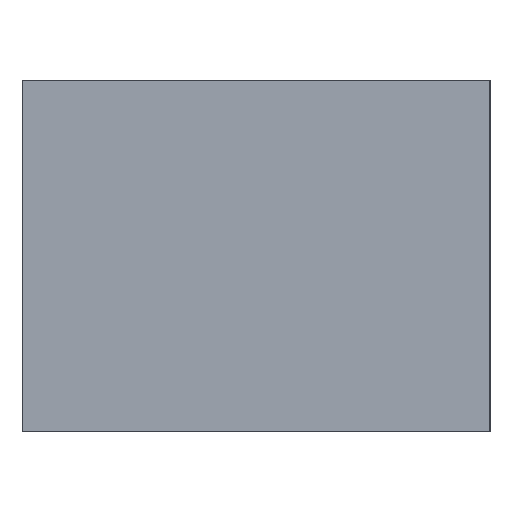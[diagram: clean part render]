
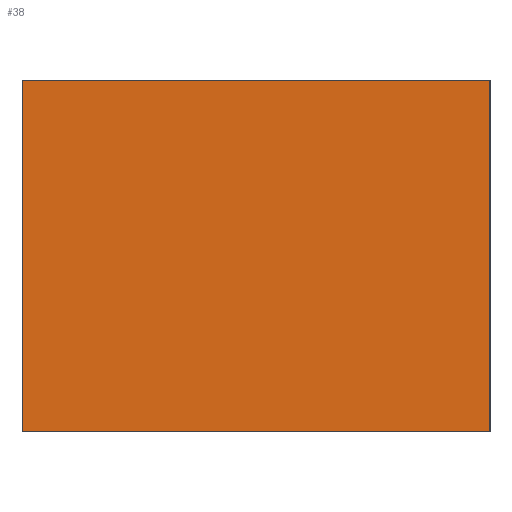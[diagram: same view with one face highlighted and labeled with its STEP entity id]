
A CAD part, left-side view. The second image highlights one B-rep face of the part: STEP entity #38.
In plain terms, the highlighted planar face has unit normal (-1, 0, 0).
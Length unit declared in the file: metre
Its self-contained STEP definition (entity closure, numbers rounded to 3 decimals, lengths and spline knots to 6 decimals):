
#8 = VERTEX_POINT ( 'NONE', #110 ) ;
#10 = EDGE_CURVE ( 'NONE', #8, #11, #105, .T. ) ;
#11 = VERTEX_POINT ( 'NONE', #101 ) ;
#15 = VERTEX_POINT ( 'NONE', #100 ) ;
#18 = VERTEX_POINT ( 'NONE', #95 ) ;
#21 = EDGE_CURVE ( 'NONE', #18, #15, #90, .T. ) ;
#25 = ORIENTED_EDGE ( 'NONE', *, *, #56, .F. ) ;
#32 = ORIENTED_EDGE ( 'NONE', *, *, #21, .T. ) ;
#33 = EDGE_LOOP ( 'NONE', ( #32, #25, #61, #54 ) ) ;
#38 = ADVANCED_FACE ( 'NONE', ( #156 ), #155, .F. ) ;
#54 = ORIENTED_EDGE ( 'NONE', *, *, #55, .T. ) ;
#55 = EDGE_CURVE ( 'NONE', #8, #18, #189, .T. ) ;
#56 = EDGE_CURVE ( 'NONE', #11, #15, #185, .T. ) ;
#61 = ORIENTED_EDGE ( 'NONE', *, *, #10, .F. ) ;
#88 = VECTOR ( 'NONE', #137, 1. ) ;
#89 = CARTESIAN_POINT ( 'NONE',  ( -0.05, 0.04, 0. ) ) ;
#90 = LINE ( 'NONE', #89, #88 ) ;
#95 = CARTESIAN_POINT ( 'NONE',  ( -0.05, 0.04, 0. ) ) ;
#100 = CARTESIAN_POINT ( 'NONE',  ( -0.05, -0.04, 0. ) ) ;
#101 = CARTESIAN_POINT ( 'NONE',  ( -0.05, -0.04, 0.06 ) ) ;
#102 = DIRECTION ( 'NONE',  ( 0., -1., 0. ) ) ;
#103 = VECTOR ( 'NONE', #102, 1. ) ;
#104 = CARTESIAN_POINT ( 'NONE',  ( -0.05, 0.04, 0.06 ) ) ;
#105 = LINE ( 'NONE', #104, #103 ) ;
#110 = CARTESIAN_POINT ( 'NONE',  ( -0.05, 0.04, 0.06 ) ) ;
#137 = DIRECTION ( 'NONE',  ( 0., -1., 0. ) ) ;
#151 = DIRECTION ( 'NONE',  ( 0., 0., -1. ) ) ;
#152 = DIRECTION ( 'NONE',  ( 1., 0., 0. ) ) ;
#153 = CARTESIAN_POINT ( 'NONE',  ( -0.05, 0.04, 0.06 ) ) ;
#154 = AXIS2_PLACEMENT_3D ( 'NONE', #153, #152, #151 ) ;
#155 = PLANE ( 'NONE',  #154 ) ;
#156 = FACE_OUTER_BOUND ( 'NONE', #33, .T. ) ;
#182 = DIRECTION ( 'NONE',  ( 0., 0., -1. ) ) ;
#183 = VECTOR ( 'NONE', #182, 1. ) ;
#184 = CARTESIAN_POINT ( 'NONE',  ( -0.05, -0.04, 0.06 ) ) ;
#185 = LINE ( 'NONE', #184, #183 ) ;
#186 = DIRECTION ( 'NONE',  ( 0., 0., -1. ) ) ;
#187 = VECTOR ( 'NONE', #186, 1. ) ;
#188 = CARTESIAN_POINT ( 'NONE',  ( -0.05, 0.04, 0.06 ) ) ;
#189 = LINE ( 'NONE', #188, #187 ) ;
